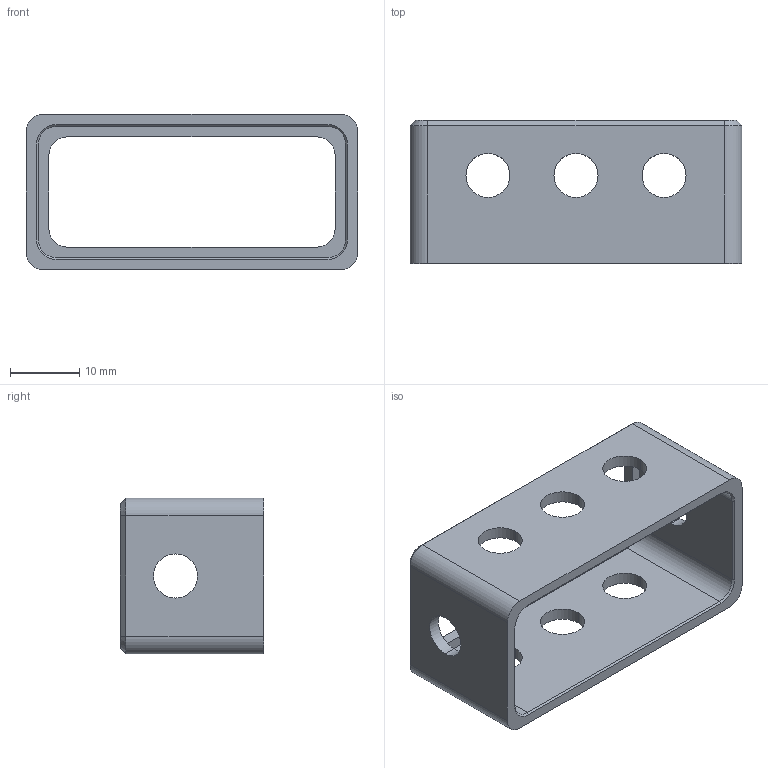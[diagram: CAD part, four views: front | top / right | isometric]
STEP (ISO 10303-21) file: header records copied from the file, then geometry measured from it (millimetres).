
FILE_DESCRIPTION (( 'STEP AP214' ), '1' );
FILE_NAME ('WCP-0380.step', '2021-09-15T07:32:46', ( '' ), ( '' ), 'SwSTEP 2.0', 'SolidWorks 2020', '' );
FILE_SCHEMA (( 'AUTOMOTIVE_DESIGN' ));
Length unit declared in the file: inch
Products named in the file (1): WCP-0380
Bounding box: 47.88 x 20.64 x 22.48 mm (x, y, z)
Volume: 4700.1 mm3; surface area: 5854.6 mm2
Topology: 1 solids, 1 shells, 59 faces, 152 edges, 96 vertices
Faces by surface type: cylinder 28, plane 23, cone 8
Entity records: 1878 total; most frequent: DIRECTION 336, CARTESIAN_POINT 308, ORIENTED_EDGE 304, EDGE_CURVE 152, AXIS2_PLACEMENT_3D 124, VERTEX_POINT 96, VECTOR 88, LINE 88
